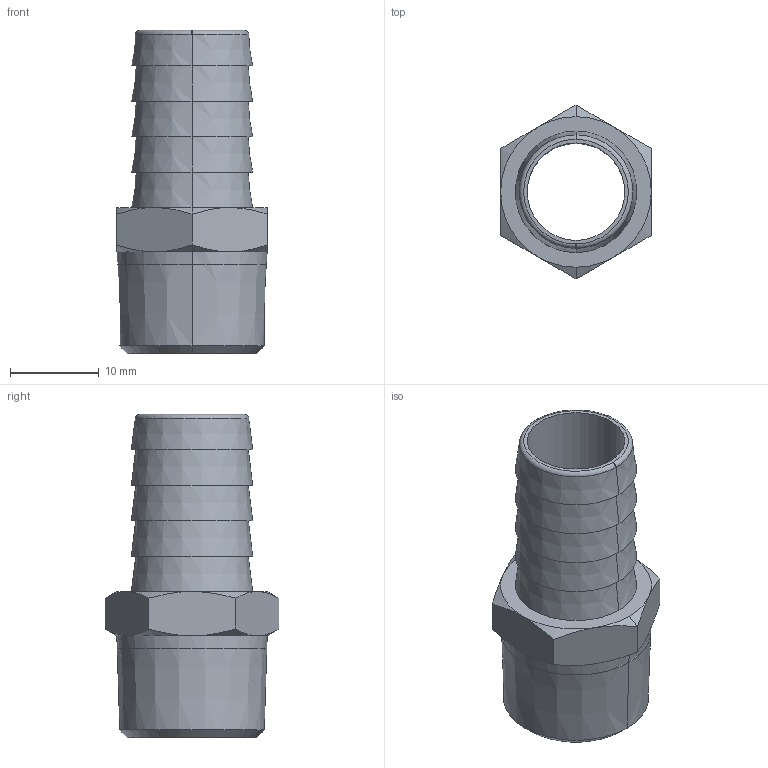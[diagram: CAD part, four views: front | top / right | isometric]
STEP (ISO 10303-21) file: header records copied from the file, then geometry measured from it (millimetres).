
FILE_DESCRIPTION(('STEP AP214'),'1');
FILE_NAME('0136_16_17.stp','2020-01-16T10:37:43',('TraceParts'),('TraceParts S.A.'),'Spatial InterOp 3D',' ',' ');
FILE_SCHEMA(('AUTOMOTIVE_DESIGN { 1 0 10303 214 1 1 1 1 }'));
Length unit declared in the file: millimetre
Products named in the file (1): 0136_16_17_1
Bounding box: 17 x 19.63 x 36.5 mm (x, y, z)
Volume: 2985.8 mm3; surface area: 3805.5 mm2
Topology: 1 solids, 4 shells, 53 faces, 118 edges, 76 vertices
Faces by surface type: cone 32, plane 15, torus 4, cylinder 2
Entity records: 1639 total; most frequent: CARTESIAN_POINT 419, DIRECTION 272, ORIENTED_EDGE 224, AXIS2_PLACEMENT_3D 121, EDGE_CURVE 118, VERTEX_POINT 76, CIRCLE 64, EDGE_LOOP 62
